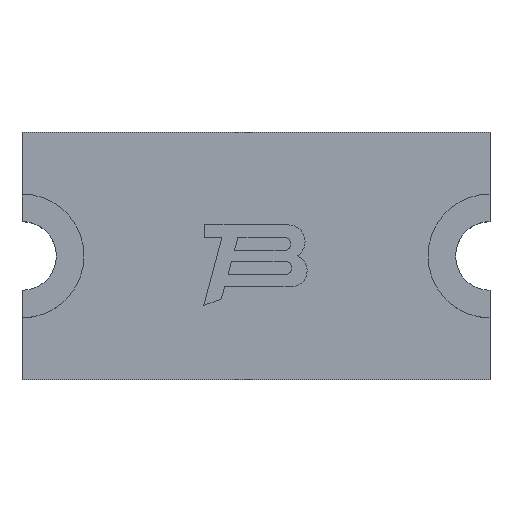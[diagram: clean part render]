
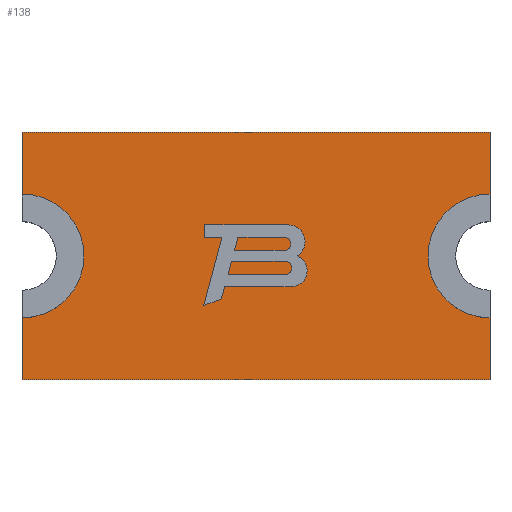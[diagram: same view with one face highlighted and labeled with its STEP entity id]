
A CAD part, top view. The second image highlights one B-rep face of the part: STEP entity #138.
In plain terms, the highlighted planar face has unit normal (0, 0, 1).
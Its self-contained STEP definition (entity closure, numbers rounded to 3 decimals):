
#138=ADVANCED_FACE('',(#1449),#1451,.T.);
#1449=FACE_BOUND('',#1450,.T.);
#1450=EDGE_LOOP('',(#2473,#2474,#2475,#2476,#2477,#2478,#2479,#2480));
#1451=PLANE('',#1452);
#1452=AXIS2_PLACEMENT_3D('',#1453,#1454,#1455);
#1453=CARTESIAN_POINT('',(0.,0.,0.8));
#1454=DIRECTION('',(0.,0.,1.));
#1455=DIRECTION('',(1.,0.,0.));
#2473=ORIENTED_EDGE('',*,*,#3276,.T.);
#2474=ORIENTED_EDGE('',*,*,#3277,.T.);
#2475=ORIENTED_EDGE('',*,*,#3278,.T.);
#2476=ORIENTED_EDGE('',*,*,#3267,.T.);
#2477=ORIENTED_EDGE('',*,*,#3275,.T.);
#2478=ORIENTED_EDGE('',*,*,#3279,.T.);
#2479=ORIENTED_EDGE('',*,*,#3280,.T.);
#2480=ORIENTED_EDGE('',*,*,#3281,.T.);
#3267=EDGE_CURVE('',#3677,#3675,#3678,.T.);
#3275=EDGE_CURVE('',#3675,#3689,#3691,.T.);
#3276=EDGE_CURVE('',#3692,#3693,#3694,.T.);
#3277=EDGE_CURVE('',#3693,#3695,#3696,.T.);
#3278=EDGE_CURVE('',#3695,#3677,#3697,.T.);
#3279=EDGE_CURVE('',#3689,#3698,#3699,.T.);
#3280=EDGE_CURVE('',#3698,#3700,#3701,.T.);
#3281=EDGE_CURVE('',#3700,#3692,#3702,.T.);
#3675=VERTEX_POINT('',#4367);
#3677=VERTEX_POINT('',#4371);
#3678=CIRCLE('',#4372,0.3);
#3689=VERTEX_POINT('',#4399);
#3691=LINE('',#4403,#4404);
#3692=VERTEX_POINT('',#4406);
#3693=VERTEX_POINT('',#4407);
#3694=LINE('',#4408,#4409);
#3695=VERTEX_POINT('',#4411);
#3696=LINE('',#4412,#4413);
#3697=LINE('',#4415,#4416);
#3698=VERTEX_POINT('',#4418);
#3699=LINE('',#4419,#4420);
#3700=VERTEX_POINT('',#4422);
#3701=LINE('',#4423,#4424);
#3702=CIRCLE('',#4426,0.3);
#4367=CARTESIAN_POINT('',(-1.7,-0.3,0.8));
#4371=CARTESIAN_POINT('',(-1.7,0.3,0.8));
#4372=AXIS2_PLACEMENT_3D('',#4373,#4374,#4375);
#4373=CARTESIAN_POINT('',(-1.7,0.,0.8));
#4374=DIRECTION('',(0.,0.,-1.));
#4375=DIRECTION('',(0.,1.,0.));
#4399=CARTESIAN_POINT('',(-1.7,-0.9,0.8));
#4403=CARTESIAN_POINT('',(-1.7,-0.3,0.8));
#4404=VECTOR('',#4405,1.);
#4405=DIRECTION('',(0.,-1.,0.));
#4406=CARTESIAN_POINT('',(1.7,0.3,0.8));
#4407=CARTESIAN_POINT('',(1.7,0.9,0.8));
#4408=CARTESIAN_POINT('',(1.7,0.3,0.8));
#4409=VECTOR('',#4410,1.);
#4410=DIRECTION('',(0.,1.,0.));
#4411=CARTESIAN_POINT('',(-1.7,0.9,0.8));
#4412=CARTESIAN_POINT('',(1.7,0.9,0.8));
#4413=VECTOR('',#4414,1.);
#4414=DIRECTION('',(-1.,0.,0.));
#4415=CARTESIAN_POINT('',(-1.7,0.9,0.8));
#4416=VECTOR('',#4417,1.);
#4417=DIRECTION('',(0.,-1.,0.));
#4418=CARTESIAN_POINT('',(1.7,-0.9,0.8));
#4419=CARTESIAN_POINT('',(-1.7,-0.9,0.8));
#4420=VECTOR('',#4421,1.);
#4421=DIRECTION('',(1.,0.,0.));
#4422=CARTESIAN_POINT('',(1.7,-0.3,0.8));
#4423=CARTESIAN_POINT('',(1.7,-0.9,0.8));
#4424=VECTOR('',#4425,1.);
#4425=DIRECTION('',(0.,1.,0.));
#4426=AXIS2_PLACEMENT_3D('',#4427,#4428,#4429);
#4427=CARTESIAN_POINT('',(1.7,0.,0.8));
#4428=DIRECTION('',(0.,0.,-1.));
#4429=DIRECTION('',(0.,-1.,0.));
